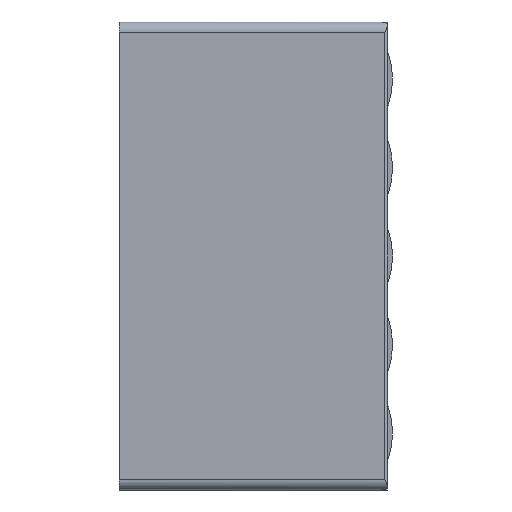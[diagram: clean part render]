
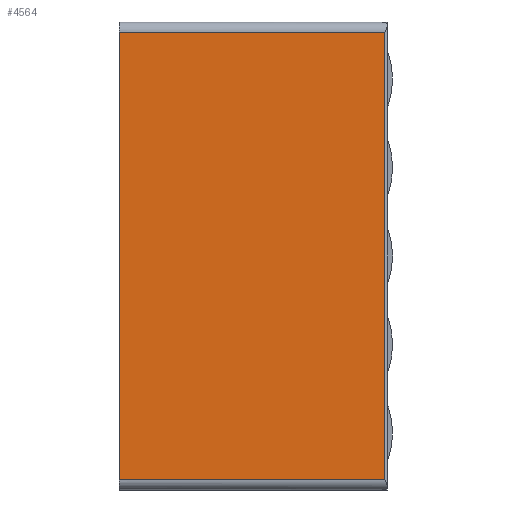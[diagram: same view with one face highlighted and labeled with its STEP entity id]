
A CAD part, front view. The second image highlights one B-rep face of the part: STEP entity #4564.
In plain terms, the highlighted planar face has unit normal (0, -1, 0).
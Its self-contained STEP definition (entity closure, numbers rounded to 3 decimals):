
#177=PLANE('',#4954);
#374=FACE_OUTER_BOUND('',#605,.T.);
#605=EDGE_LOOP('',(#3944,#3945,#3946,#3947));
#1188=LINE('',#7727,#1633);
#1192=LINE('',#7766,#1637);
#1193=LINE('',#7769,#1638);
#1194=LINE('',#7770,#1639);
#1633=VECTOR('',#6007,28.758);
#1637=VECTOR('',#6025,17.032);
#1638=VECTOR('',#6028,17.032);
#1639=VECTOR('',#6029,28.758);
#2145=VERTEX_POINT('',#7724);
#2146=VERTEX_POINT('',#7726);
#2148=VERTEX_POINT('',#7737);
#2151=VERTEX_POINT('',#7768);
#2763=EDGE_CURVE('',#2146,#2145,#1188,.T.);
#2772=EDGE_CURVE('',#2148,#2146,#1192,.T.);
#2773=EDGE_CURVE('',#2151,#2145,#1193,.T.);
#2774=EDGE_CURVE('',#2148,#2151,#1194,.T.);
#3944=ORIENTED_EDGE('',*,*,#2763,.T.);
#3945=ORIENTED_EDGE('',*,*,#2773,.F.);
#3946=ORIENTED_EDGE('',*,*,#2774,.F.);
#3947=ORIENTED_EDGE('',*,*,#2772,.T.);
#4564=ADVANCED_FACE('',(#374),#177,.F.);
#4954=AXIS2_PLACEMENT_3D('',#7767,#6026,#6027);
#6007=DIRECTION('',(0.,0.,-1.));
#6025=DIRECTION('',(-1.,0.,0.));
#6026=DIRECTION('center_axis',(0.,1.,0.));
#6027=DIRECTION('ref_axis',(0.,0.,1.));
#6028=DIRECTION('',(-1.,0.,0.));
#6029=DIRECTION('',(0.,0.,-1.));
#7724=CARTESIAN_POINT('',(0.,0.,0.659));
#7726=CARTESIAN_POINT('',(0.,0.,29.417));
#7727=CARTESIAN_POINT('',(0.,0.,29.417));
#7737=CARTESIAN_POINT('',(17.032,0.,29.417));
#7766=CARTESIAN_POINT('',(17.032,0.,29.417));
#7767=CARTESIAN_POINT('Origin',(0.,0.,30.076));
#7768=CARTESIAN_POINT('',(17.032,0.,0.659));
#7769=CARTESIAN_POINT('',(17.032,0.,0.659));
#7770=CARTESIAN_POINT('',(17.032,0.,29.417));
